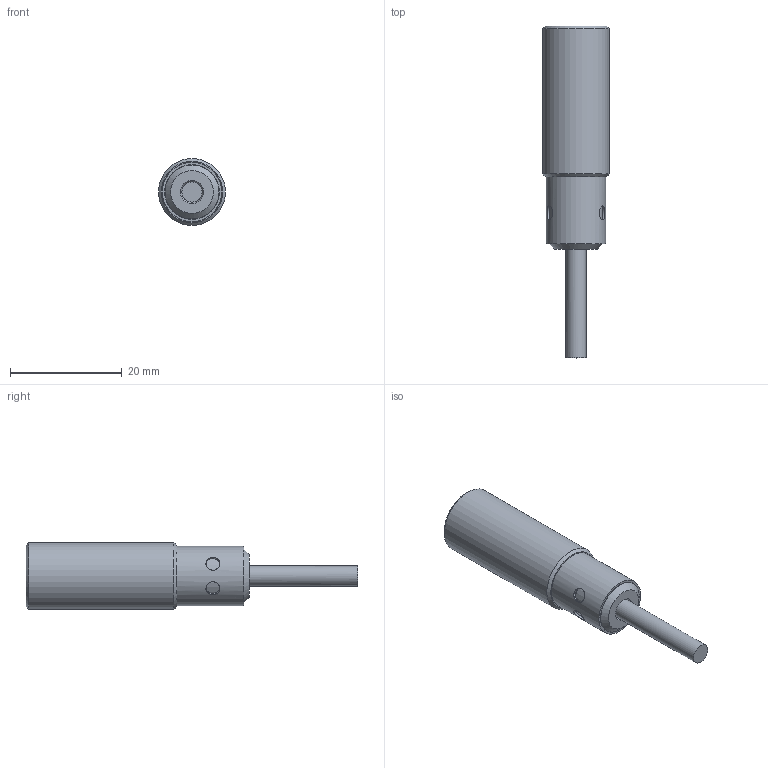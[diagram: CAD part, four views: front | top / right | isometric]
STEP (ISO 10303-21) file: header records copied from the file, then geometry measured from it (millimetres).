
FILE_DESCRIPTION(/* description */ ('KNIM12KM4BG3-2R','CAx-IF Rec.Pracs.---Representation and Presentation of Product Manufacturing Information (PMI)---4.0---2014-10-13'),/* implementation_level */ '2;1');
FILE_NAME(/* name */ 'KNIM12KM4BG3-2R.stp',/* time_stamp */ '2019-01-11T08:04:14+01:00',/* author */ ('cf'),/* organization */ ('di-soric GmbH & Co. KG'),/* preprocessor_version */ 'ST-DEVELOPER v17.2',/* originating_system */ 'Autodesk Inventor 2019',/* authorisation */ '');
FILE_SCHEMA (('AP242_MANAGED_MODEL_BASED_3D_ENGINEERING_MIM_LF { 1 0 10303 442 1 1 4 }'));
Length unit declared in the file: millimetre
Products named in the file (1): KNIM12KM4BG3-2R
Bounding box: 12 x 59.5 x 12 mm (x, y, z)
Volume: 1903.4 mm3; surface area: 3980.1 mm2
Topology: 3 solids, 3 shells, 38 faces, 96 edges, 71 vertices
Faces by surface type: cylinder 17, plane 13, cone 7, torus 1
Full cylindrical faces by diameter (mm): 2.5 x4, 3.6 x2, 6 x1, 8 x1, 8.3 x1, 9.4 x1, 9.7 x2, 9.8 x1, 10 x1, 10.1 x1, 10.6 x1, 12 x1
Entity records: 1721 total; most frequent: CARTESIAN_POINT 638, DIRECTION 214, ORIENTED_EDGE 192, EDGE_CURVE 96, AXIS2_PLACEMENT_3D 95, VERTEX_POINT 71, CIRCLE 56, EDGE_LOOP 55
